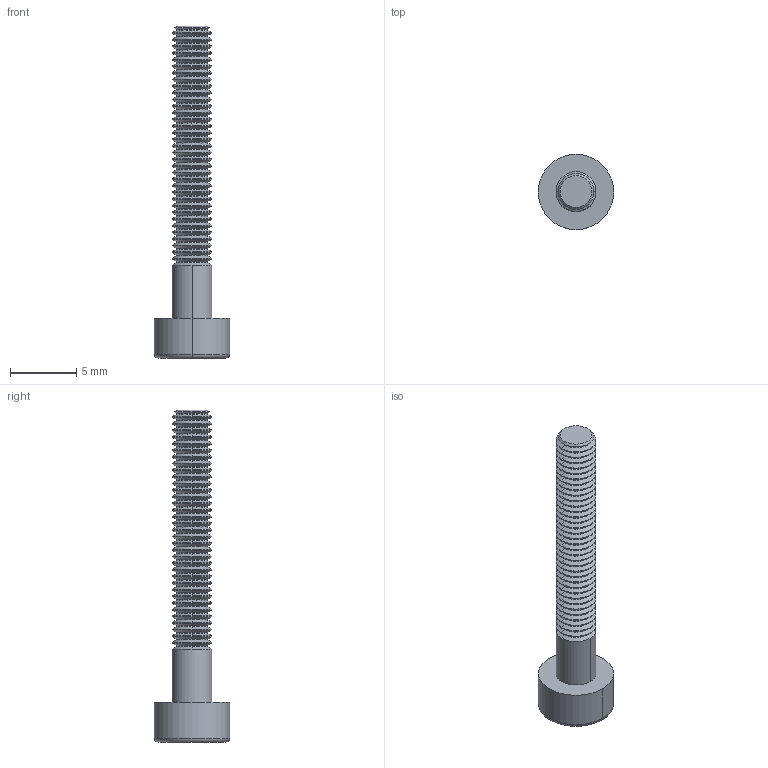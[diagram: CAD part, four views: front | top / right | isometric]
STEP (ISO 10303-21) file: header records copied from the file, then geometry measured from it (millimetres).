
FILE_DESCRIPTION (( 'STEP AP203' ), '1' );
FILE_NAME ('091202__3_22-mattssons.step', '2016-09-11T19:47:47', ( '' ), ( '' ), 'SwSTEP 2.0', 'SolidWorks 2008', '' );
FILE_SCHEMA (( 'CONFIG_CONTROL_DESIGN' ));
Length unit declared in the file: millimetre
Products named in the file (1): 091202__3_22-mattssons
Bounding box: 5.68 x 5.68 x 25 mm (x, y, z)
Volume: 197.6 mm3; surface area: 411.4 mm2
Topology: 1 solids, 1 shells, 376 faces, 896 edges, 524 vertices
Faces by surface type: torus 146, cone 146, cylinder 74, plane 10
Entity records: 11075 total; most frequent: DIRECTION 2308, CARTESIAN_POINT 1797, ORIENTED_EDGE 1792, AXIS2_PLACEMENT_3D 1035, EDGE_CURVE 896, CIRCLE 658, VERTEX_POINT 524, EDGE_LOOP 378
